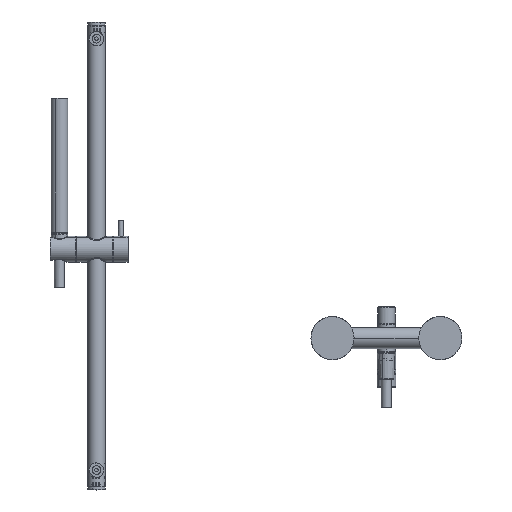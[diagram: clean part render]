
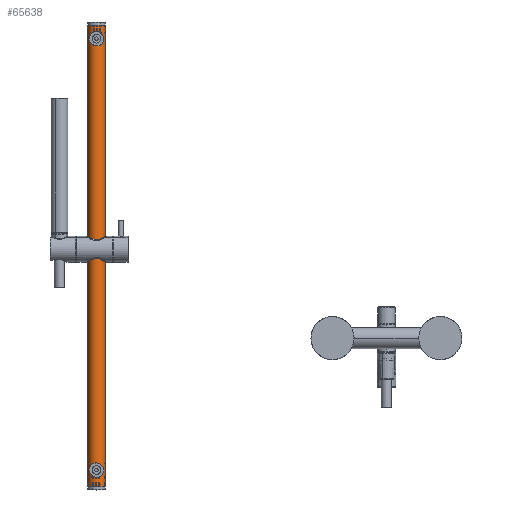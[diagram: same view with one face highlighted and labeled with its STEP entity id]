
A CAD part, left-side view. The second image highlights one B-rep face of the part: STEP entity #65638.
In plain terms, the highlighted cylindrical face has radius 12 mm (diameter 24 mm), a partial arc.
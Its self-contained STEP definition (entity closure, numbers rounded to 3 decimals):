
#65483=CARTESIAN_POINT('Axis2P3D Location',(54.25,403.343,274.699)) ;
#65488=CARTESIAN_POINT('Line Origine',(54.25,415.343,274.699)) ;
#65492=CARTESIAN_POINT('Vertex',(54.25,415.343,435.199)) ;
#65494=CARTESIAN_POINT('Vertex',(54.25,415.343,-206.801)) ;
#65497=CARTESIAN_POINT('Axis2P3D Location',(54.25,403.343,-206.801)) ;
#65501=CARTESIAN_POINT('Vertex',(54.25,391.343,-206.801)) ;
#65504=CARTESIAN_POINT('Line Origine',(54.25,391.343,274.699)) ;
#65508=CARTESIAN_POINT('Vertex',(54.25,391.343,435.199)) ;
#65511=CARTESIAN_POINT('Axis2P3D Location',(54.25,403.343,435.199)) ;
#65522=CARTESIAN_POINT('Line Origine',(43.341,398.343,274.699)) ;
#65526=CARTESIAN_POINT('Vertex',(43.341,398.343,-183.551)) ;
#65528=CARTESIAN_POINT('Vertex',(43.341,398.343,-188.051)) ;
#65532=CARTESIAN_POINT('Control Point',(43.341,408.343,-188.051)) ;
#65533=CARTESIAN_POINT('Control Point',(43.341,408.343,-188.815)) ;
#65534=CARTESIAN_POINT('Control Point',(43.274,408.197,-189.578)) ;
#65535=CARTESIAN_POINT('Control Point',(43.141,407.906,-190.294)) ;
#65536=CARTESIAN_POINT('Control Point',(42.791,407.02,-191.676)) ;
#65537=CARTESIAN_POINT('Control Point',(42.436,405.659,-192.611)) ;
#65538=CARTESIAN_POINT('Control Point',(42.289,404.818,-192.955)) ;
#65539=CARTESIAN_POINT('Control Point',(42.168,402.952,-193.248)) ;
#65540=CARTESIAN_POINT('Control Point',(42.397,401.149,-192.697)) ;
#65541=CARTESIAN_POINT('Control Point',(42.6,400.321,-192.197)) ;
#65542=CARTESIAN_POINT('Control Point',(42.959,399.225,-191.136)) ;
#65543=CARTESIAN_POINT('Control Point',(43.227,398.591,-189.757)) ;
#65544=CARTESIAN_POINT('Control Point',(43.303,398.426,-189.201)) ;
#65545=CARTESIAN_POINT('Control Point',(43.341,398.343,-188.626)) ;
#65546=CARTESIAN_POINT('Control Point',(43.341,398.343,-188.051)) ;
#65547=CARTESIAN_POINT('Vertex',(43.341,408.343,-188.051)) ;
#65550=CARTESIAN_POINT('Line Origine',(43.341,408.343,274.699)) ;
#65554=CARTESIAN_POINT('Vertex',(43.341,408.343,-183.551)) ;
#65558=CARTESIAN_POINT('Control Point',(43.341,398.343,-183.551)) ;
#65559=CARTESIAN_POINT('Control Point',(43.341,398.343,-182.787)) ;
#65560=CARTESIAN_POINT('Control Point',(43.274,398.489,-182.024)) ;
#65561=CARTESIAN_POINT('Control Point',(43.141,398.78,-181.308)) ;
#65562=CARTESIAN_POINT('Control Point',(42.791,399.666,-179.926)) ;
#65563=CARTESIAN_POINT('Control Point',(42.436,401.026,-178.99)) ;
#65564=CARTESIAN_POINT('Control Point',(42.289,401.868,-178.646)) ;
#65565=CARTESIAN_POINT('Control Point',(42.168,403.734,-178.354)) ;
#65566=CARTESIAN_POINT('Control Point',(42.397,405.537,-178.905)) ;
#65567=CARTESIAN_POINT('Control Point',(42.6,406.365,-179.405)) ;
#65568=CARTESIAN_POINT('Control Point',(42.959,407.461,-180.466)) ;
#65569=CARTESIAN_POINT('Control Point',(43.227,408.095,-181.845)) ;
#65570=CARTESIAN_POINT('Control Point',(43.303,408.26,-182.401)) ;
#65571=CARTESIAN_POINT('Control Point',(43.341,408.343,-182.976)) ;
#65572=CARTESIAN_POINT('Control Point',(43.341,408.343,-183.551)) ;
#65580=CARTESIAN_POINT('Line Origine',(43.341,408.343,274.699)) ;
#65584=CARTESIAN_POINT('Vertex',(43.341,408.343,416.449)) ;
#65586=CARTESIAN_POINT('Vertex',(43.341,408.343,411.949)) ;
#65590=CARTESIAN_POINT('Control Point',(43.341,408.343,416.449)) ;
#65591=CARTESIAN_POINT('Control Point',(43.341,408.343,417.213)) ;
#65592=CARTESIAN_POINT('Control Point',(43.274,408.197,417.976)) ;
#65593=CARTESIAN_POINT('Control Point',(43.141,407.906,418.692)) ;
#65594=CARTESIAN_POINT('Control Point',(42.791,407.02,420.074)) ;
#65595=CARTESIAN_POINT('Control Point',(42.436,405.659,421.01)) ;
#65596=CARTESIAN_POINT('Control Point',(42.289,404.818,421.354)) ;
#65597=CARTESIAN_POINT('Control Point',(42.168,402.952,421.646)) ;
#65598=CARTESIAN_POINT('Control Point',(42.397,401.149,421.095)) ;
#65599=CARTESIAN_POINT('Control Point',(42.6,400.321,420.595)) ;
#65600=CARTESIAN_POINT('Control Point',(42.959,399.225,419.534)) ;
#65601=CARTESIAN_POINT('Control Point',(43.227,398.591,418.155)) ;
#65602=CARTESIAN_POINT('Control Point',(43.303,398.426,417.599)) ;
#65603=CARTESIAN_POINT('Control Point',(43.341,398.343,417.024)) ;
#65604=CARTESIAN_POINT('Control Point',(43.341,398.343,416.449)) ;
#65605=CARTESIAN_POINT('Vertex',(43.341,398.343,416.449)) ;
#65608=CARTESIAN_POINT('Line Origine',(43.341,398.343,274.699)) ;
#65612=CARTESIAN_POINT('Vertex',(43.341,398.343,411.949)) ;
#65616=CARTESIAN_POINT('Control Point',(43.341,398.343,411.949)) ;
#65617=CARTESIAN_POINT('Control Point',(43.341,398.343,411.185)) ;
#65618=CARTESIAN_POINT('Control Point',(43.274,398.489,410.422)) ;
#65619=CARTESIAN_POINT('Control Point',(43.141,398.78,409.706)) ;
#65620=CARTESIAN_POINT('Control Point',(42.791,399.666,408.324)) ;
#65621=CARTESIAN_POINT('Control Point',(42.436,401.026,407.389)) ;
#65622=CARTESIAN_POINT('Control Point',(42.289,401.868,407.045)) ;
#65623=CARTESIAN_POINT('Control Point',(42.168,403.734,406.752)) ;
#65624=CARTESIAN_POINT('Control Point',(42.397,405.537,407.303)) ;
#65625=CARTESIAN_POINT('Control Point',(42.6,406.365,407.803)) ;
#65626=CARTESIAN_POINT('Control Point',(42.959,407.461,408.864)) ;
#65627=CARTESIAN_POINT('Control Point',(43.227,408.095,410.243)) ;
#65628=CARTESIAN_POINT('Control Point',(43.303,408.26,410.799)) ;
#65629=CARTESIAN_POINT('Control Point',(43.341,408.343,411.374)) ;
#65630=CARTESIAN_POINT('Control Point',(43.341,408.343,411.949)) ;
#65490=VECTOR('Line Direction',#65489,1.) ;
#65506=VECTOR('Line Direction',#65505,1.) ;
#65524=VECTOR('Line Direction',#65523,1.) ;
#65552=VECTOR('Line Direction',#65551,1.) ;
#65582=VECTOR('Line Direction',#65581,1.) ;
#65610=VECTOR('Line Direction',#65609,1.) ;
#65484=DIRECTION('Axis2P3D Direction',(-0.,0.,1.)) ;
#65485=DIRECTION('Axis2P3D XDirection',(0.,-1.,0.)) ;
#65489=DIRECTION('Vector Direction',(0.,0.,1.)) ;
#65498=DIRECTION('Axis2P3D Direction',(-0.,0.,1.)) ;
#65505=DIRECTION('Vector Direction',(0.,0.,1.)) ;
#65512=DIRECTION('Axis2P3D Direction',(-0.,0.,1.)) ;
#65523=DIRECTION('Vector Direction',(0.,0.,1.)) ;
#65551=DIRECTION('Vector Direction',(0.,0.,1.)) ;
#65581=DIRECTION('Vector Direction',(0.,0.,1.)) ;
#65609=DIRECTION('Vector Direction',(0.,0.,1.)) ;
#65486=AXIS2_PLACEMENT_3D('Cylinder Axis2P3D',#65483,#65484,#65485) ;
#65499=AXIS2_PLACEMENT_3D('Circle Axis2P3D',#65497,#65498,$) ;
#65513=AXIS2_PLACEMENT_3D('Circle Axis2P3D',#65511,#65512,$) ;
#65491=LINE('Line',#65488,#65490) ;
#65507=LINE('Line',#65504,#65506) ;
#65525=LINE('Line',#65522,#65524) ;
#65553=LINE('Line',#65550,#65552) ;
#65583=LINE('Line',#65580,#65582) ;
#65611=LINE('Line',#65608,#65610) ;
#65500=CIRCLE('generated circle',#65499,12.) ;
#65514=CIRCLE('generated circle',#65513,12.) ;
#65487=CYLINDRICAL_SURFACE('generated cylinder',#65486,12.) ;
#65579=FACE_BOUND('',#65574,.T.) ;
#65637=FACE_BOUND('',#65632,.T.) ;
#65496=EDGE_CURVE('',#65493,#65495,#65491,.F.) ;
#65503=EDGE_CURVE('',#65495,#65502,#65500,.T.) ;
#65510=EDGE_CURVE('',#65509,#65502,#65507,.F.) ;
#65515=EDGE_CURVE('',#65493,#65509,#65514,.T.) ;
#65530=EDGE_CURVE('',#65527,#65529,#65525,.F.) ;
#65549=EDGE_CURVE('',#65548,#65529,#65531,.T.) ;
#65556=EDGE_CURVE('',#65548,#65555,#65553,.T.) ;
#65573=EDGE_CURVE('',#65527,#65555,#65557,.T.) ;
#65588=EDGE_CURVE('',#65585,#65587,#65583,.F.) ;
#65607=EDGE_CURVE('',#65585,#65606,#65589,.T.) ;
#65614=EDGE_CURVE('',#65613,#65606,#65611,.T.) ;
#65631=EDGE_CURVE('',#65613,#65587,#65615,.T.) ;
#65517=ORIENTED_EDGE('',*,*,#65496,.T.) ;
#65518=ORIENTED_EDGE('',*,*,#65503,.T.) ;
#65519=ORIENTED_EDGE('',*,*,#65510,.F.) ;
#65520=ORIENTED_EDGE('',*,*,#65515,.F.) ;
#65575=ORIENTED_EDGE('',*,*,#65530,.T.) ;
#65576=ORIENTED_EDGE('',*,*,#65549,.F.) ;
#65577=ORIENTED_EDGE('',*,*,#65556,.T.) ;
#65578=ORIENTED_EDGE('',*,*,#65573,.F.) ;
#65633=ORIENTED_EDGE('',*,*,#65588,.F.) ;
#65634=ORIENTED_EDGE('',*,*,#65607,.T.) ;
#65635=ORIENTED_EDGE('',*,*,#65614,.F.) ;
#65636=ORIENTED_EDGE('',*,*,#65631,.T.) ;
#65516=EDGE_LOOP('',(#65517,#65518,#65519,#65520)) ;
#65574=EDGE_LOOP('',(#65575,#65576,#65577,#65578)) ;
#65632=EDGE_LOOP('',(#65633,#65634,#65635,#65636)) ;
#65493=VERTEX_POINT('',#65492) ;
#65495=VERTEX_POINT('',#65494) ;
#65502=VERTEX_POINT('',#65501) ;
#65509=VERTEX_POINT('',#65508) ;
#65527=VERTEX_POINT('',#65526) ;
#65529=VERTEX_POINT('',#65528) ;
#65548=VERTEX_POINT('',#65547) ;
#65555=VERTEX_POINT('',#65554) ;
#65585=VERTEX_POINT('',#65584) ;
#65587=VERTEX_POINT('',#65586) ;
#65606=VERTEX_POINT('',#65605) ;
#65613=VERTEX_POINT('',#65612) ;
#65638=ADVANCED_FACE('Product1_AllCATPart.1\\Product1_AllCATPart.2\\PR.0408.10_AllCATPart.1\\P46108.1\\PartBody',(#65521,#65579,#65637),#65487,.T.) ;
#65531=B_SPLINE_CURVE_WITH_KNOTS('',5,(#65532,#65533,#65534,#65535,#65536,#65537,#65538,#65539,#65540,#65541,#65542,#65543,#65544,#65545,#65546),.UNSPECIFIED.,.F.,.U.,(6,3,3,3,6),(0.,5.399,11.68,18.408,22.475),.UNSPECIFIED.) ;
#65557=B_SPLINE_CURVE_WITH_KNOTS('',5,(#65558,#65559,#65560,#65561,#65562,#65563,#65564,#65565,#65566,#65567,#65568,#65569,#65570,#65571,#65572),.UNSPECIFIED.,.F.,.U.,(6,3,3,3,6),(0.,5.399,11.68,18.408,22.475),.UNSPECIFIED.) ;
#65589=B_SPLINE_CURVE_WITH_KNOTS('',5,(#65590,#65591,#65592,#65593,#65594,#65595,#65596,#65597,#65598,#65599,#65600,#65601,#65602,#65603,#65604),.UNSPECIFIED.,.F.,.U.,(6,3,3,3,6),(0.,5.399,11.68,18.408,22.475),.UNSPECIFIED.) ;
#65615=B_SPLINE_CURVE_WITH_KNOTS('',5,(#65616,#65617,#65618,#65619,#65620,#65621,#65622,#65623,#65624,#65625,#65626,#65627,#65628,#65629,#65630),.UNSPECIFIED.,.F.,.U.,(6,3,3,3,6),(0.,5.399,11.68,18.408,22.475),.UNSPECIFIED.) ;
#65521=FACE_OUTER_BOUND('',#65516,.T.) ;
